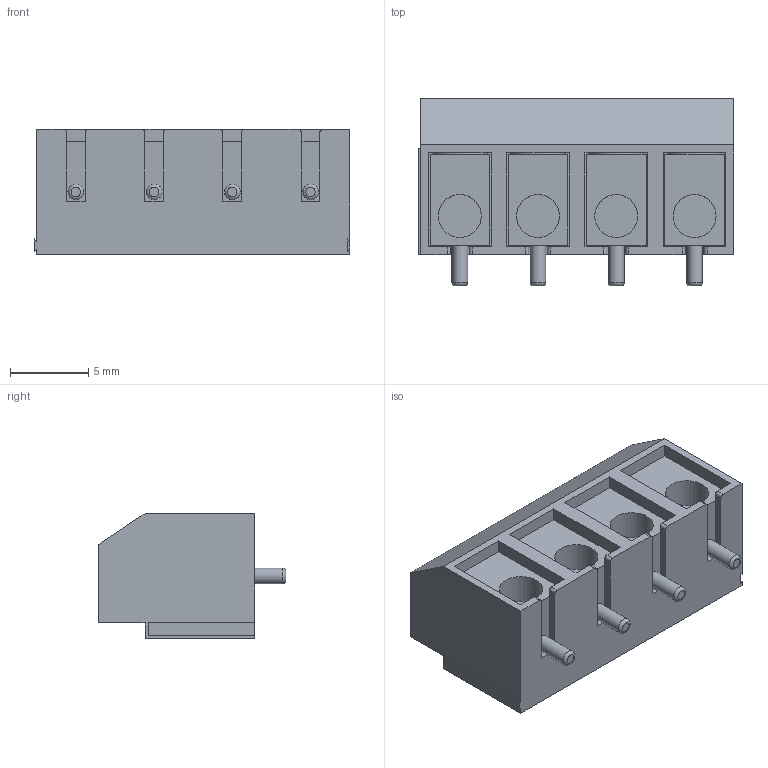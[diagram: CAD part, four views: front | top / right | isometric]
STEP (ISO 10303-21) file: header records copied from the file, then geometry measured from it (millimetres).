
FILE_DESCRIPTION(/* description */ (''),/* implementation_level */ '2;1');
FILE_NAME(/* name */ 'Screw Terminal Block 5mm Blue 4-way.step',/* time_stamp */ '2019-02-11T02:46:43+11:00',/* author */ ('austfox'),/* organization */ (''),/* preprocessor_version */ 'ST-DEVELOPER v17.2',/* originating_system */ 'Autodesk Translation Framework v7.6.0.251',/* authorisation */ '');
FILE_SCHEMA (('AUTOMOTIVE_DESIGN { 1 0 10303 214 3 1 1 }'));
Length unit declared in the file: millimetre
Products named in the file (1): Screw Terminal Block 5mm Blue 4-way
Bounding box: 20.15 x 12 x 8 mm (x, y, z)
Volume: 1158.1 mm3; surface area: 2550.7 mm2
Topology: 13 solids, 13 shells, 205 faces, 517 edges, 342 vertices
Faces by surface type: plane 141, cylinder 56, torus 8
Full cylindrical faces by diameter (mm): 1 x4, 2.75 x4, 3.5 x4, 3.8 x4
Entity records: 6195 total; most frequent: CARTESIAN_POINT 1065, DIRECTION 1057, ORIENTED_EDGE 1034, EDGE_CURVE 517, LINE 389, VECTOR 389, VERTEX_POINT 342, AXIS2_PLACEMENT_3D 334
